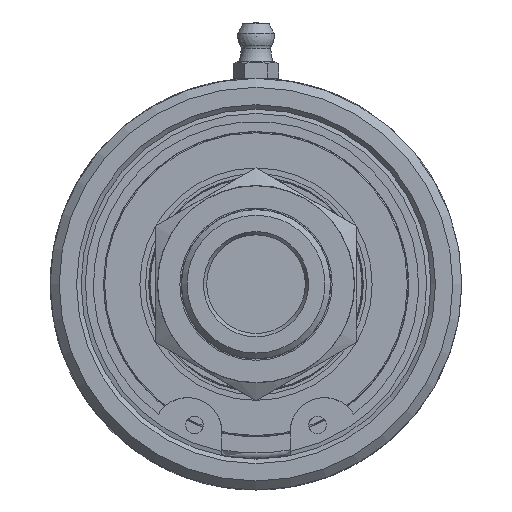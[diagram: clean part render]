
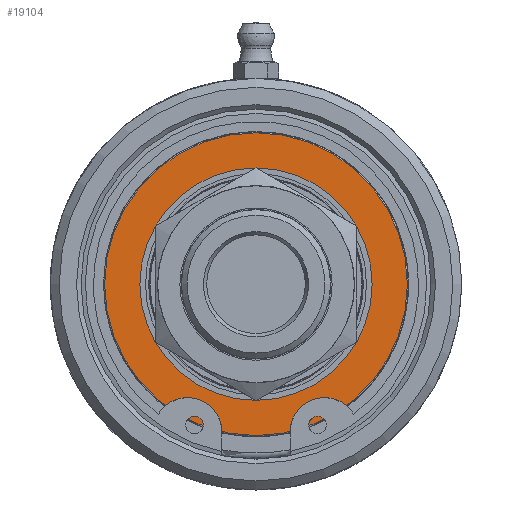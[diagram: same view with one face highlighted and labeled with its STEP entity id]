
A CAD part, left-side view. The second image highlights one B-rep face of the part: STEP entity #19104.
In plain terms, the highlighted planar face has unit normal (-1, 0, 0).
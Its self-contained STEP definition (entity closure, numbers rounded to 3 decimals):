
#396=FACE_BOUND('',#6631,.T.);
#5444=FACE_OUTER_BOUND('',#6630,.T.);
#6630=EDGE_LOOP('',(#17522,#17523));
#6631=EDGE_LOOP('',(#17524,#17525));
#7326=CIRCLE('',#20554,20.6);
#7327=CIRCLE('',#20555,20.6);
#7328=CIRCLE('',#20557,26.85);
#7329=CIRCLE('',#20558,26.85);
#9185=VERTEX_POINT('',#136677);
#9186=VERTEX_POINT('',#136678);
#9187=VERTEX_POINT('',#136683);
#9188=VERTEX_POINT('',#136684);
#11978=EDGE_CURVE('',#9185,#9186,#7326,.T.);
#11979=EDGE_CURVE('',#9186,#9185,#7327,.T.);
#11981=EDGE_CURVE('',#9187,#9188,#7328,.T.);
#11982=EDGE_CURVE('',#9188,#9187,#7329,.T.);
#17522=ORIENTED_EDGE('',*,*,#11981,.F.);
#17523=ORIENTED_EDGE('',*,*,#11982,.F.);
#17524=ORIENTED_EDGE('',*,*,#11978,.T.);
#17525=ORIENTED_EDGE('',*,*,#11979,.T.);
#18052=PLANE('',#20556);
#19104=ADVANCED_FACE('',(#5444,#396),#18052,.T.);
#20554=AXIS2_PLACEMENT_3D('',#136679,#24549,#24550);
#20555=AXIS2_PLACEMENT_3D('',#136680,#24551,#24552);
#20556=AXIS2_PLACEMENT_3D('',#136682,#24554,#24555);
#20557=AXIS2_PLACEMENT_3D('',#136685,#24556,#24557);
#20558=AXIS2_PLACEMENT_3D('',#136686,#24558,#24559);
#24549=DIRECTION('center_axis',(1.,0.,0.));
#24550=DIRECTION('ref_axis',(0.,-1.,0.));
#24551=DIRECTION('center_axis',(1.,0.,0.));
#24552=DIRECTION('ref_axis',(0.,-1.,0.));
#24554=DIRECTION('center_axis',(-1.,0.,0.));
#24555=DIRECTION('ref_axis',(0.,1.,0.));
#24556=DIRECTION('center_axis',(1.,0.,0.));
#24557=DIRECTION('ref_axis',(0.,-1.,0.));
#24558=DIRECTION('center_axis',(1.,0.,0.));
#24559=DIRECTION('ref_axis',(0.,-1.,0.));
#136677=CARTESIAN_POINT('',(38.9,-20.6,0.));
#136678=CARTESIAN_POINT('',(38.9,20.6,0.));
#136679=CARTESIAN_POINT('Origin',(38.9,0.,0.));
#136680=CARTESIAN_POINT('Origin',(38.9,0.,0.));
#136682=CARTESIAN_POINT('Origin',(38.9,-23.725,0.));
#136683=CARTESIAN_POINT('',(38.9,-26.85,0.));
#136684=CARTESIAN_POINT('',(38.9,26.85,0.));
#136685=CARTESIAN_POINT('Origin',(38.9,0.,0.));
#136686=CARTESIAN_POINT('Origin',(38.9,0.,0.));
